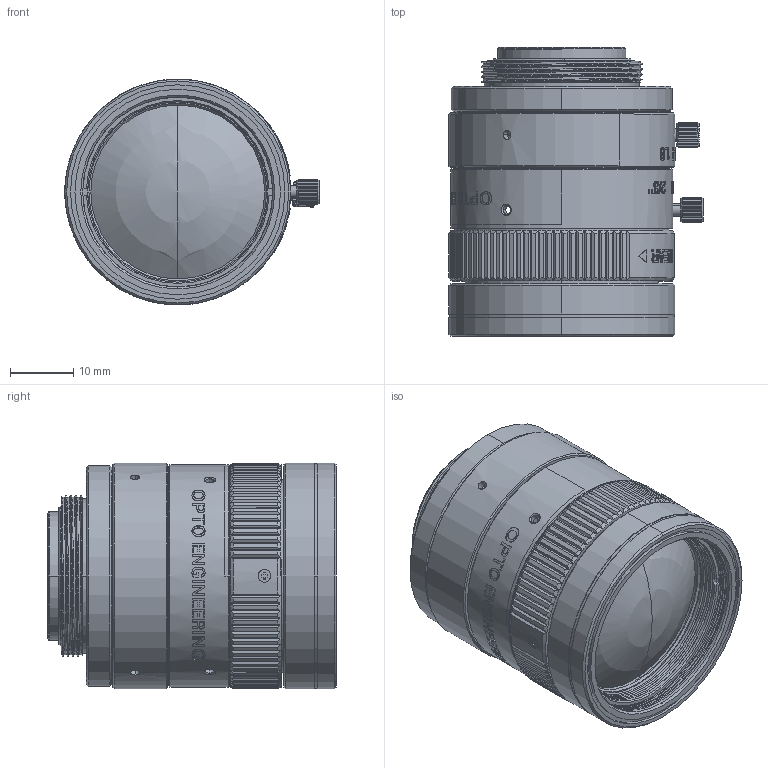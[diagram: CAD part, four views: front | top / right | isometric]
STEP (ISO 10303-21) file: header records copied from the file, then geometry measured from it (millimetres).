
FILE_DESCRIPTION((''),'2;1');
FILE_NAME('50MM_ASM_ASM','2018-01-25T',('H019940'),(''),'PRO/ENGINEER BY PARAMETRIC TECHNOLOGY CORPORATION, 2011310','PRO/ENGINEER BY PARAMETRIC TECHNOLOGY CORPORATION, 2011310','');
FILE_SCHEMA(('AUTOMOTIVE_DESIGN { 1 0 10303 214 1 1 1 1 }'));
Length unit declared in the file: millimetre
Products named in the file (19): FA1850-12_4_AF0; FA1850-13_3_AF0; G1_2; FA1850-01_2_AF0; FA1850-02_2; FA1850-06_1_AF0; G4_1; FA1850-04_1; FA1850-001_ASM_2_AF0_ASM; LD1_1_AF0; P6634W03_1_AF0; FA1850-14_1_AF0; P6634W03_1_AF1; ASM002_ASM_1_AF0_ASM; FA1850-11_1_AF0; LD_1_AF0; ASM0010_ASM_1_AF0_ASM; ASMZZZ_ASM_2_AF0_ASM; 50MM_ASM_ASM
Assembly tree (18 placements, depth 4):
  50MM_ASM_ASM
    ASMZZZ_ASM_2_AF0_ASM
      FA1850-12_4_AF0
      FA1850-13_3_AF0
      FA1850-001_ASM_2_AF0_ASM
        G1_2
        FA1850-01_2_AF0
        FA1850-02_2
        FA1850-06_1_AF0
        G4_1
        FA1850-04_1
      LD1_1_AF0
      P6634W03_1_AF0
      ASM002_ASM_1_AF0_ASM
        FA1850-14_1_AF0
        P6634W03_1_AF1
      ASM0010_ASM_1_AF0_ASM
        FA1850-11_1_AF0
        LD_1_AF0
Bounding box: 40.09 x 45.54 x 35.6 mm (x, y, z)
Volume: 12975.3 mm3; surface area: 19127.5 mm2
Topology: 15 solids, 16 shells, 1586 faces, 4199 edges, 2732 vertices
Faces by surface type: plane 606, cylinder 383, bspline 362, cone 226, sphere 8, extrusion 1
Entity records: 81075 total; most frequent: CARTESIAN_POINT 40473, ORIENTED_EDGE 8382, DIRECTION 6495, EDGE_CURVE 4191, VERTEX_POINT 2732, AXIS2_PLACEMENT_3D 2406, EDGE_LOOP 1725, VECTOR 1683
